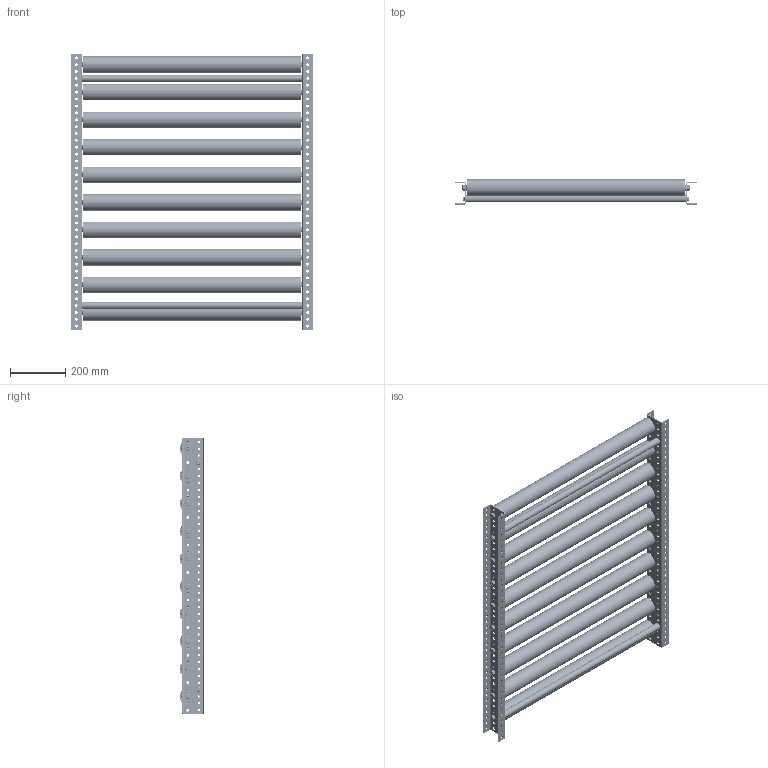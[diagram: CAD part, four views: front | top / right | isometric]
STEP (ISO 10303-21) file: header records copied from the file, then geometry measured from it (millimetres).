
FILE_DESCRIPTION (( 'STEP AP214' ), '1' );
FILE_NAME ('0026629.step', '2022-12-16T09:16:44', ( '' ), ( '' ), 'SwSTEP 2.0', 'SolidWorks 2020', '' );
FILE_SCHEMA (( 'AUTOMOTIVE_DESIGN' ));
Length unit declared in the file: millimetre
Products named in the file (9): S116160_TRK-80x2-STI-A10-M10-EL=800; S114818_Profil_SRB-40x80x40x3_KFG_Schienenprofil-Schwerlast-Rollenbahn-Typ60_S114818_SRB-40x80x40x3-Typ60; S100994_Sperrzahnschraube_M08x16-8.8-A2K; 0026629; 0039773_Tragrollenrohr-Ø60x2STI_KFG_0039773_L=787,4; 0046710_Sechskantmutter_DIN980_M10; Traversen_KFG_L800; 0039779-Achse-ST-Ø10-KFG_L=824-M10; 0042959_TYP-TRK-60x2-10
Assembly tree (42 placements, depth 3):
  0026629
    S114818_Profil_SRB-40x80x40x3_KFG_Schienenprofil-Schwerlast-Rollenbahn-Typ60_S114818_SRB-40x80x40x3-Typ60  x2
    Traversen_KFG_L800  x2
    S100994_Sperrzahnschraube_M08x16-8.8-A2K  x4
    S116160_TRK-80x2-STI-A10-M10-EL=800  x10
      0039779-Achse-ST-Ø10-KFG_L=824-M10
      0039773_Tragrollenrohr-Ø60x2STI_KFG_0039773_L=787,4
      0042959_TYP-TRK-60x2-10
    0046710_Sechskantmutter_DIN980_M10  x20
Bounding box: 880 x 89.89 x 1000 mm (x, y, z)
Volume: 4993558.3 mm3; surface area: 4429278 mm2
Topology: 272 solids, 272 shells, 5440 faces, 13590 edges, 8630 vertices
Faces by surface type: cylinder 2256, torus 1456, plane 720, cone 628, sphere 280, bspline 100
Entity records: 33008 total; most frequent: CARTESIAN_POINT 12609, DIRECTION 3842, ORIENTED_EDGE 3654, EDGE_CURVE 1827, AXIS2_PLACEMENT_3D 1655, VERTEX_POINT 1187, EDGE_LOOP 1042, CIRCLE 925
